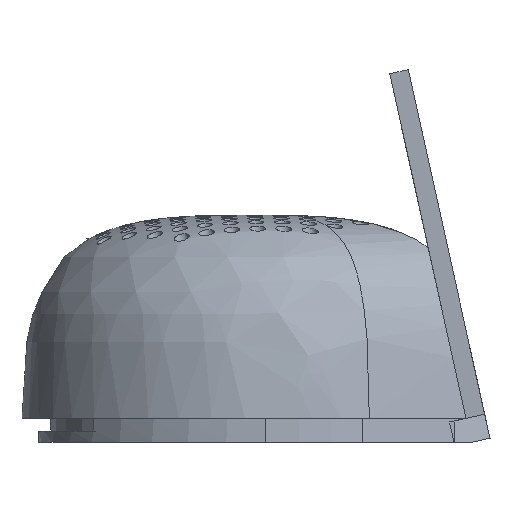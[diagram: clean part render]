
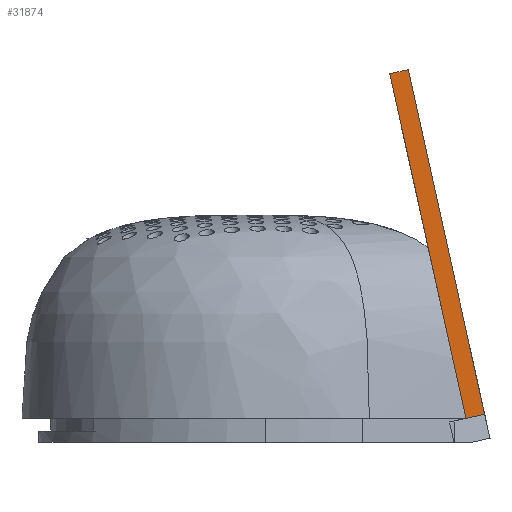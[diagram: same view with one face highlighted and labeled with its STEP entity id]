
A CAD part, left-side view. The second image highlights one B-rep face of the part: STEP entity #31874.
In plain terms, the highlighted planar face has unit normal (-1, 0, 0).
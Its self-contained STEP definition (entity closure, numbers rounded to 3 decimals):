
#282 = PLANE ( 'NONE',  #11594 ) ;
#536 = ORIENTED_EDGE ( 'NONE', *, *, #27761, .F. ) ;
#1328 = VERTEX_POINT ( 'NONE', #6765 ) ;
#2319 = VERTEX_POINT ( 'NONE', #26552 ) ;
#5890 = CARTESIAN_POINT ( 'NONE',  ( -35.2, 1.219, 0. ) ) ;
#6743 = VECTOR ( 'NONE', #39149, 1000. ) ;
#6765 = CARTESIAN_POINT ( 'NONE',  ( -35.2, -0.245, 0.325 ) ) ;
#6891 = LINE ( 'NONE', #33958, #33960 ) ;
#7012 = DIRECTION ( 'NONE',  ( 0., -0.216, -0.976 ) ) ;
#8710 = CARTESIAN_POINT ( 'NONE',  ( -35.2, 5.778, 27.495 ) ) ;
#8900 = DIRECTION ( 'NONE',  ( 0., -0.216, -0.976 ) ) ;
#9088 = EDGE_CURVE ( 'NONE', #28344, #2319, #36828, .T. ) ;
#9220 = VECTOR ( 'NONE', #10447, 1000. ) ;
#10447 = DIRECTION ( 'NONE',  ( 0., 0.976, -0.216 ) ) ;
#11594 = AXIS2_PLACEMENT_3D ( 'NONE', #25036, #12677, #33946 ) ;
#12677 = DIRECTION ( 'NONE',  ( 1., 0., 0. ) ) ;
#14770 = ORIENTED_EDGE ( 'NONE', *, *, #15282, .T. ) ;
#15282 = EDGE_CURVE ( 'NONE', #35190, #28344, #18561, .T. ) ;
#17140 = CARTESIAN_POINT ( 'NONE',  ( -35.2, 7.243, 27.17 ) ) ;
#18561 = LINE ( 'NONE', #36110, #6743 ) ;
#19714 = ORIENTED_EDGE ( 'NONE', *, *, #9088, .T. ) ;
#21056 = EDGE_CURVE ( 'NONE', #35190, #1328, #6891, .T. ) ;
#22547 = CARTESIAN_POINT ( 'NONE',  ( -35.2, -0.245, 0.325 ) ) ;
#23349 = FACE_OUTER_BOUND ( 'NONE', #26891, .T. ) ;
#25036 = CARTESIAN_POINT ( 'NONE',  ( -35.2, -0.245, 0.325 ) ) ;
#26552 = CARTESIAN_POINT ( 'NONE',  ( -35.2, 1.219, 0. ) ) ;
#26891 = EDGE_LOOP ( 'NONE', ( #19714, #536, #36158, #14770 ) ) ;
#27761 = EDGE_CURVE ( 'NONE', #1328, #2319, #29174, .T. ) ;
#28344 = VERTEX_POINT ( 'NONE', #17140 ) ;
#29174 = LINE ( 'NONE', #22547, #9220 ) ;
#31874 = ADVANCED_FACE ( 'NONE', ( #23349 ), #282, .F. ) ;
#33946 = DIRECTION ( 'NONE',  ( 0., 0., -1. ) ) ;
#33958 = CARTESIAN_POINT ( 'NONE',  ( -35.2, -0.245, 0.325 ) ) ;
#33960 = VECTOR ( 'NONE', #7012, 1000. ) ;
#35190 = VERTEX_POINT ( 'NONE', #8710 ) ;
#36110 = CARTESIAN_POINT ( 'NONE',  ( -35.2, 5.778, 27.495 ) ) ;
#36158 = ORIENTED_EDGE ( 'NONE', *, *, #21056, .F. ) ;
#36828 = LINE ( 'NONE', #5890, #38724 ) ;
#38724 = VECTOR ( 'NONE', #8900, 1000. ) ;
#39149 = DIRECTION ( 'NONE',  ( 0., 0.976, -0.216 ) ) ;
